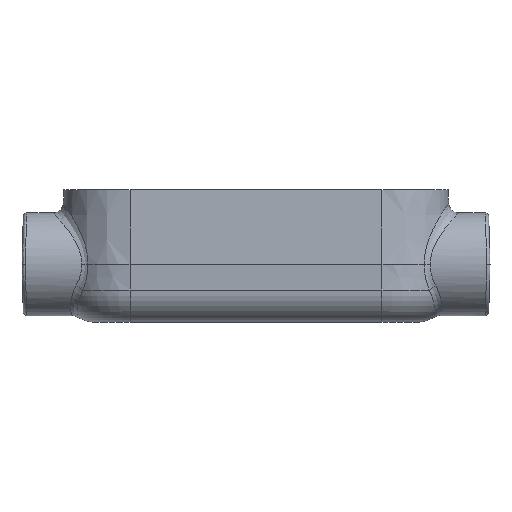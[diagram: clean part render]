
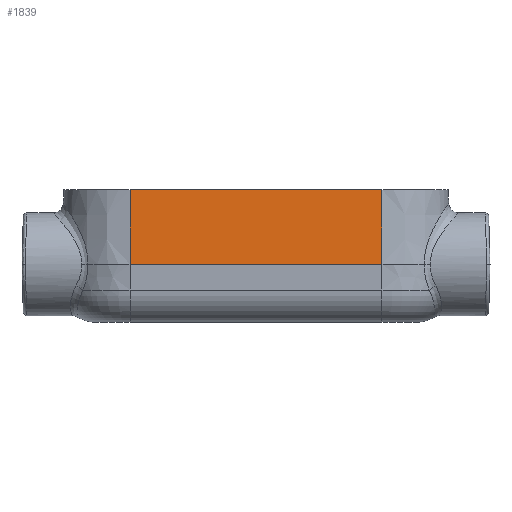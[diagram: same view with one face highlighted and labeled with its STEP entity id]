
A CAD part, front view. The second image highlights one B-rep face of the part: STEP entity #1839.
In plain terms, the highlighted planar face has unit normal (0, -1, 0.026).
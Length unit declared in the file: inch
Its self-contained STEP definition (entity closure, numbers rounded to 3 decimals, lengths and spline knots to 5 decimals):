
#278=FACE_OUTER_BOUND('',#403,.T.);
#403=EDGE_LOOP('',(#1450,#1451,#1452,#1453));
#622=LINE('',#3580,#704);
#627=LINE('',#3628,#709);
#648=LINE('',#3917,#730);
#649=LINE('',#3918,#731);
#704=VECTOR('',#2364,1.40668);
#709=VECTOR('',#2379,4.75);
#730=VECTOR('',#2458,1.40668);
#731=VECTOR('',#2459,4.75);
#819=VERTEX_POINT('',#3053);
#828=VERTEX_POINT('',#3579);
#835=VERTEX_POINT('',#3626);
#856=VERTEX_POINT('',#3916);
#1029=EDGE_CURVE('',#828,#819,#622,.T.);
#1038=EDGE_CURVE('',#819,#835,#627,.T.);
#1074=EDGE_CURVE('',#856,#835,#648,.T.);
#1075=EDGE_CURVE('',#828,#856,#649,.F.);
#1450=ORIENTED_EDGE('',*,*,#1074,.F.);
#1451=ORIENTED_EDGE('',*,*,#1075,.F.);
#1452=ORIENTED_EDGE('',*,*,#1029,.T.);
#1453=ORIENTED_EDGE('',*,*,#1038,.T.);
#1722=PLANE('',#2045);
#1839=ADVANCED_FACE('',(#278),#1722,.F.);
#2045=AXIS2_PLACEMENT_3D('',#3915,#2456,#2457);
#2364=DIRECTION('',(0.,-0.026,-1.));
#2379=DIRECTION('',(1.,0.,0.));
#2456=DIRECTION('center_axis',(0.,1.,-0.026));
#2457=DIRECTION('ref_axis',(0.,0.026,1.));
#2458=DIRECTION('',(0.,-0.026,-1.));
#2459=DIRECTION('',(-1.,0.,0.));
#3053=CARTESIAN_POINT('',(-2.375,-1.28682,0.));
#3579=CARTESIAN_POINT('',(-2.375,-1.25,1.4062));
#3580=CARTESIAN_POINT('',(-2.375,-1.25,1.4062));
#3626=CARTESIAN_POINT('',(2.375,-1.28682,0.));
#3628=CARTESIAN_POINT('',(-2.375,-1.28682,0.));
#3915=CARTESIAN_POINT('Origin',(-2.375,-1.28682,0.));
#3916=CARTESIAN_POINT('',(2.375,-1.25,1.4062));
#3917=CARTESIAN_POINT('',(2.375,-1.25,1.4062));
#3918=CARTESIAN_POINT('',(2.375,-1.25,1.4062));
